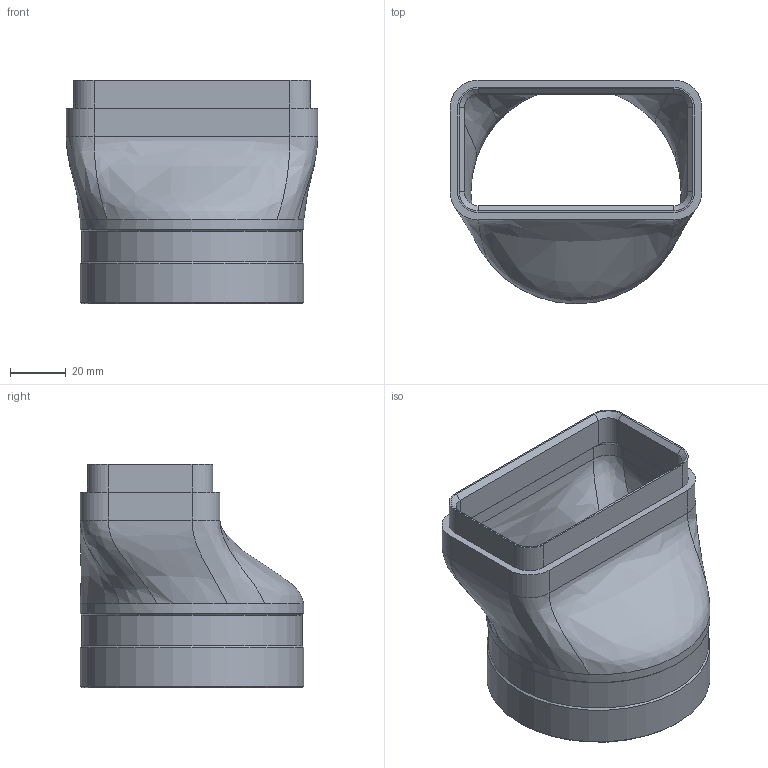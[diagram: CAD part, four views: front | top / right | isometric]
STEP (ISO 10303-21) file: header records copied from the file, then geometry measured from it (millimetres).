
FILE_DESCRIPTION(/* description */ (''),/* implementation_level */ '2;1');
FILE_NAME(/* name */ 'hose_adatper_80mm.stp',/* time_stamp */ '2020-03-14T21:18:39+03:00',/* author */ ('Andrew'),/* organization */ (''),/* preprocessor_version */ 'ST-DEVELOPER v17',/* originating_system */ 'Autodesk Inventor 2018',/* authorisation */ '');
FILE_SCHEMA (('AUTOMOTIVE_DESIGN { 1 0 10303 214 3 1 1 }'));
Length unit declared in the file: millimetre
Products named in the file (1): Adaptor
Bounding box: 90 x 80 x 80 mm (x, y, z)
Volume: 49324.6 mm3; surface area: 42718.8 mm2
Topology: 1 solids, 1 shells, 75 faces, 172 edges, 100 vertices
Faces by surface type: plane 27, cylinder 20, bspline 16, cone 12
Full cylindrical faces by diameter (mm): 75.2 x1, 78.8 x1, 80 x2
Entity records: 2955 total; most frequent: CARTESIAN_POINT 1255, ORIENTED_EDGE 344, DIRECTION 340, EDGE_CURVE 172, AXIS2_PLACEMENT_3D 124, VERTEX_POINT 100, LINE 92, VECTOR 92
